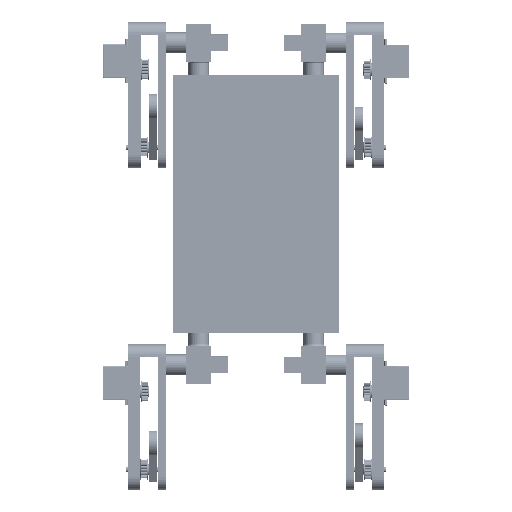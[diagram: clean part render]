
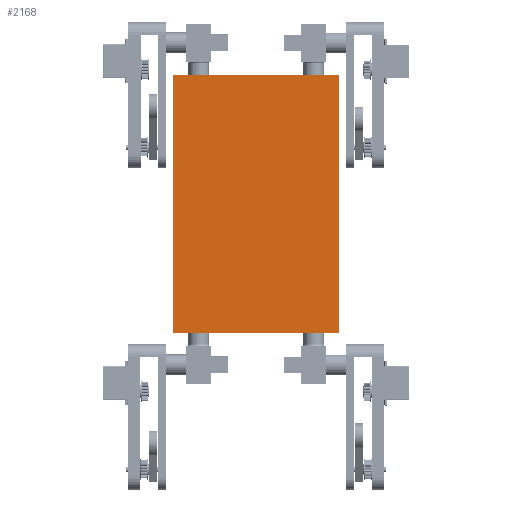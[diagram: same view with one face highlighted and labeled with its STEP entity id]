
A CAD part, front view. The second image highlights one B-rep face of the part: STEP entity #2168.
In plain terms, the highlighted planar face has unit normal (0, -1, 0).
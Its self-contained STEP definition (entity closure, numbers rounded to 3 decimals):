
#13=DIRECTION('',(0.,0.,1.));
#14=VECTOR('',#13,310.);
#15=CARTESIAN_POINT('',(100.,0.,-155.));
#16=LINE('',#15,#14);
#29=DIRECTION('',(1.,0.,0.));
#30=VECTOR('',#29,200.);
#31=CARTESIAN_POINT('',(-100.,0.,155.));
#32=LINE('',#31,#30);
#189=DIRECTION('',(0.,0.,-1.));
#190=VECTOR('',#189,310.);
#191=CARTESIAN_POINT('',(-100.,0.,155.));
#192=LINE('',#191,#190);
#365=DIRECTION('',(-1.,0.,0.));
#366=VECTOR('',#365,200.);
#367=CARTESIAN_POINT('',(100.,0.,-155.));
#368=LINE('',#367,#366);
#1657=CARTESIAN_POINT('',(-100.,0.,155.));
#1658=CARTESIAN_POINT('',(100.,0.,155.));
#1659=VERTEX_POINT('',#1657);
#1660=VERTEX_POINT('',#1658);
#1661=CARTESIAN_POINT('',(100.,0.,-155.));
#1662=CARTESIAN_POINT('',(-100.,0.,-155.));
#1663=VERTEX_POINT('',#1661);
#1664=VERTEX_POINT('',#1662);
#2153=CARTESIAN_POINT('',(0.,0.,0.));
#2154=DIRECTION('',(0.,1.,0.));
#2155=DIRECTION('',(1.,0.,0.));
#2156=AXIS2_PLACEMENT_3D('',#2153,#2154,#2155);
#2157=PLANE('',#2156);
#2159=ORIENTED_EDGE('',*,*,#2158,.F.);
#2161=ORIENTED_EDGE('',*,*,#2160,.T.);
#2163=ORIENTED_EDGE('',*,*,#2162,.F.);
#2165=ORIENTED_EDGE('',*,*,#2164,.T.);
#2166=EDGE_LOOP('',(#2159,#2161,#2163,#2165));
#2167=FACE_OUTER_BOUND('',#2166,.F.);
#2168=ADVANCED_FACE('',(#2167),#2157,.F.);
#2158=EDGE_CURVE('',#1663,#1660,#16,.T.);
#2160=EDGE_CURVE('',#1663,#1664,#368,.T.);
#2162=EDGE_CURVE('',#1659,#1664,#192,.T.);
#2164=EDGE_CURVE('',#1659,#1660,#32,.T.);
